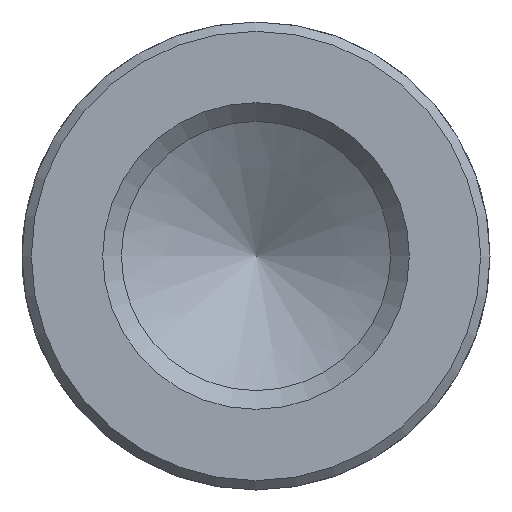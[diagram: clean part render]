
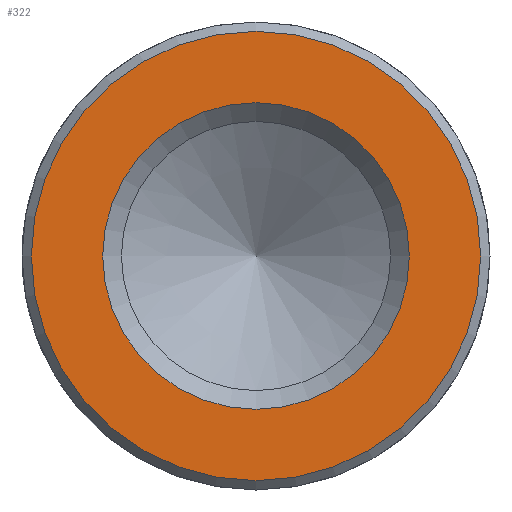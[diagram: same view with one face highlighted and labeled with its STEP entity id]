
A CAD part, front view. The second image highlights one B-rep face of the part: STEP entity #322.
In plain terms, the highlighted planar face has unit normal (0, -1, 0).
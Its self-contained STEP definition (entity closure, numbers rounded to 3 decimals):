
#21=FACE_BOUND('',#57,.T.);
#23=PLANE('',#369);
#36=FACE_OUTER_BOUND('',#56,.T.);
#56=EDGE_LOOP('',(#227));
#57=EDGE_LOOP('',(#228));
#110=CIRCLE('',#364,8.188);
#114=CIRCLE('',#370,12.);
#137=VERTEX_POINT('',#525);
#141=VERTEX_POINT('',#537);
#169=EDGE_CURVE('',#137,#137,#110,.T.);
#175=EDGE_CURVE('',#141,#141,#114,.T.);
#227=ORIENTED_EDGE('',*,*,#175,.F.);
#228=ORIENTED_EDGE('',*,*,#169,.F.);
#322=ADVANCED_FACE('',(#36,#21),#23,.F.);
#364=AXIS2_PLACEMENT_3D('',#526,#414,#415);
#369=AXIS2_PLACEMENT_3D('',#536,#426,#427);
#370=AXIS2_PLACEMENT_3D('',#538,#428,#429);
#414=DIRECTION('center_axis',(0.,-1.,0.));
#415=DIRECTION('ref_axis',(-1.,0.,0.));
#426=DIRECTION('center_axis',(0.,1.,0.));
#427=DIRECTION('ref_axis',(0.,0.,1.));
#428=DIRECTION('center_axis',(0.,1.,0.));
#429=DIRECTION('ref_axis',(1.,0.,0.));
#525=CARTESIAN_POINT('',(8.188,0.,0.));
#526=CARTESIAN_POINT('Origin',(0.,0.,0.));
#536=CARTESIAN_POINT('Origin',(0.,0.,0.));
#537=CARTESIAN_POINT('',(-12.,0.,0.));
#538=CARTESIAN_POINT('Origin',(0.,0.,0.));
